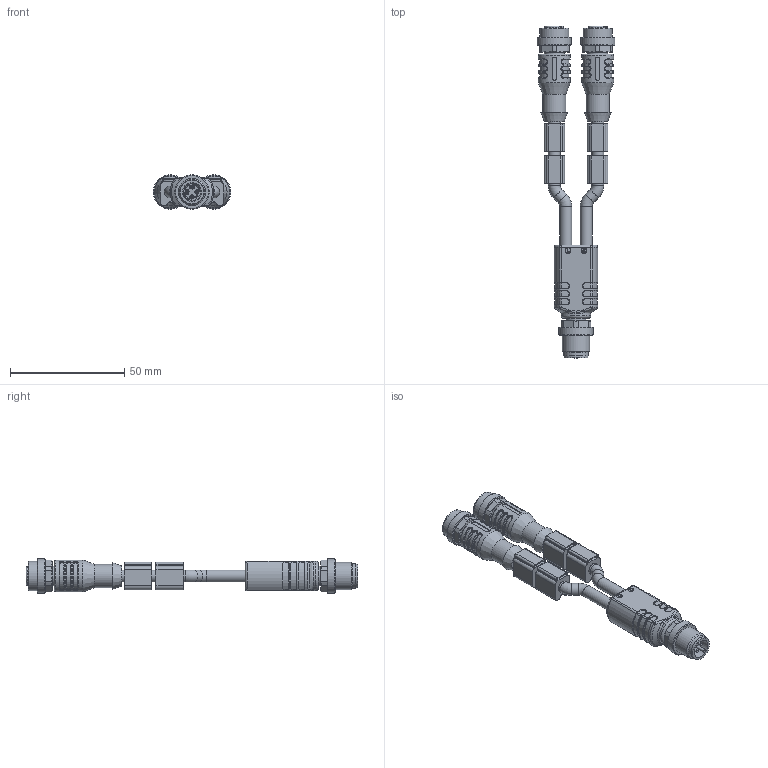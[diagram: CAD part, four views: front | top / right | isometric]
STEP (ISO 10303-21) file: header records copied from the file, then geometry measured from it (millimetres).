
FILE_DESCRIPTION(/* description */ (''),/* implementation_level */ '2;1');
FILE_NAME(/* name */ 'YK-FS4M12-2AL-WAK3.stp',/* time_stamp */ '2016-11-07T15:39:31+01:00',/* author */ (''),/* organization */ (''),/* preprocessor_version */ 'ST-DEVELOPER v16',/* originating_system */ 'SIEMENS PLM Software NX 10.0',/* authorisation */ '');
FILE_SCHEMA (('AUTOMOTIVE_DESIGN { 1 0 10303 214 3 1 1 1 }'));
Length unit declared in the file: millimetre
Products named in the file (1): YK-FS4M12-2AL-WAK3
Bounding box: 34 x 145.34 x 15 mm (x, y, z)
Volume: 23617.6 mm3; surface area: 13065.5 mm2
Topology: 1 solids, 1 shells, 1057 faces, 2661 edges, 1687 vertices
Faces by surface type: plane 347, cylinder 338, torus 128, extrusion 117, bspline 70, cone 45, sphere 12
Full cylindrical faces by diameter (mm): 1 x4, 1.15 x6, 2.5 x4, 5.2 x10, 8.3 x1, 8.7 x3, 10.2 x2, 10.5 x1, 10.8 x1, 10.95 x2, 12 x1, 12.3 x2, 12.8 x2, 13 x1, 14 x2, 15 x3
Entity records: 36366 total; most frequent: CARTESIAN_POINT 12008, ORIENTED_EDGE 5030, DIRECTION 4902, EDGE_CURVE 2515, AXIS2_PLACEMENT_3D 1839, VERTEX_POINT 1638, EDGE_LOOP 1247, VECTOR 1224
